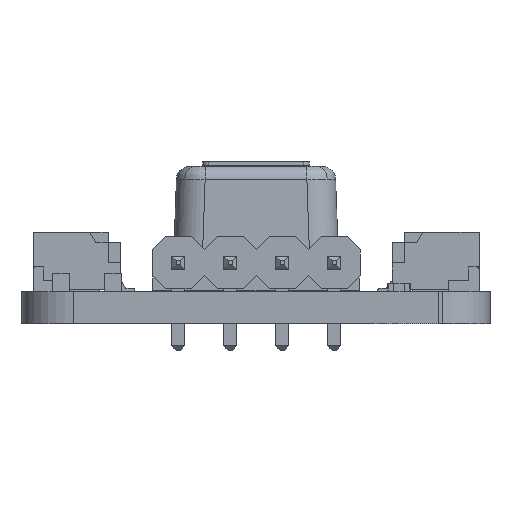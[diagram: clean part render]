
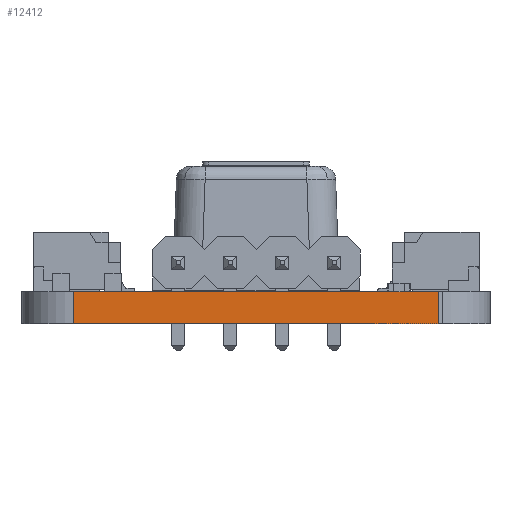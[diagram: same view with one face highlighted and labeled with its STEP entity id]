
A CAD part, front view. The second image highlights one B-rep face of the part: STEP entity #12412.
In plain terms, the highlighted planar face has unit normal (0, -1, 0).
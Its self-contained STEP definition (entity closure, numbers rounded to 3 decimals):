
#580=PLANE('',#13259);
#1131=FACE_OUTER_BOUND('',#1812,.T.);
#1812=EDGE_LOOP('',(#8835,#8836,#8837,#8838));
#2597=LINE('',#17746,#4090);
#2598=LINE('',#17749,#4091);
#2599=LINE('',#17751,#4092);
#2600=LINE('',#17752,#4093);
#4090=VECTOR('',#14348,10.);
#4091=VECTOR('',#14351,10.);
#4092=VECTOR('',#14352,10.);
#4093=VECTOR('',#14353,10.);
#5852=VERTEX_POINT('',#17742);
#5853=VERTEX_POINT('',#17744);
#5854=VERTEX_POINT('',#17748);
#5855=VERTEX_POINT('',#17750);
#7031=EDGE_CURVE('',#5852,#5853,#2597,.T.);
#7032=EDGE_CURVE('',#5854,#5852,#2598,.T.);
#7033=EDGE_CURVE('',#5855,#5853,#2599,.T.);
#7034=EDGE_CURVE('',#5854,#5855,#2600,.T.);
#8835=ORIENTED_EDGE('',*,*,#7032,.T.);
#8836=ORIENTED_EDGE('',*,*,#7031,.T.);
#8837=ORIENTED_EDGE('',*,*,#7033,.F.);
#8838=ORIENTED_EDGE('',*,*,#7034,.F.);
#12412=ADVANCED_FACE('',(#1131),#580,.T.);
#13259=AXIS2_PLACEMENT_3D('',#17747,#14349,#14350);
#14348=DIRECTION('',(0.,0.,1.));
#14349=DIRECTION('center_axis',(0.,-1.,0.));
#14350=DIRECTION('ref_axis',(1.,0.,0.));
#14351=DIRECTION('',(1.,0.,0.));
#14352=DIRECTION('',(1.,0.,0.));
#14353=DIRECTION('',(0.,0.,1.));
#17742=CARTESIAN_POINT('',(8.89,0.,0.));
#17744=CARTESIAN_POINT('',(8.89,0.,1.57));
#17746=CARTESIAN_POINT('',(8.89,0.,0.));
#17747=CARTESIAN_POINT('Origin',(-8.89,0.,
0.));
#17748=CARTESIAN_POINT('',(-8.89,0.,0.));
#17749=CARTESIAN_POINT('',(-8.89,0.,0.));
#17750=CARTESIAN_POINT('',(-8.89,0.,1.57));
#17751=CARTESIAN_POINT('',(-8.89,0.,1.57));
#17752=CARTESIAN_POINT('',(-8.89,0.,0.));
